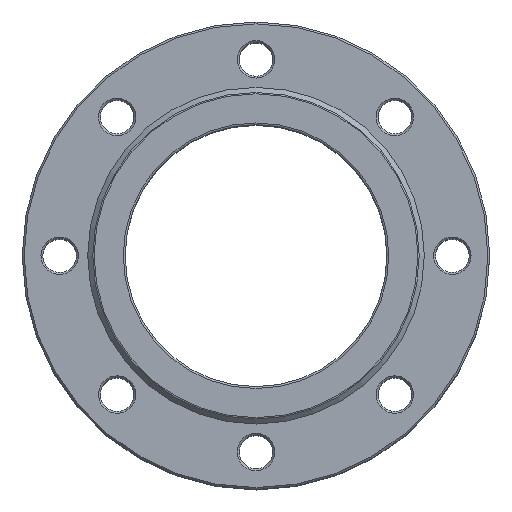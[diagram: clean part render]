
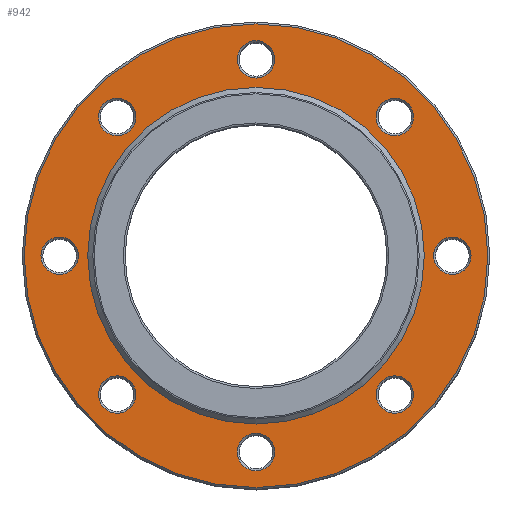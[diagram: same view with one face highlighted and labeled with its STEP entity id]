
A CAD part, top view. The second image highlights one B-rep face of the part: STEP entity #942.
In plain terms, the highlighted planar face has unit normal (0, 0, 1).
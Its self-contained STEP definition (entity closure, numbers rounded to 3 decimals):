
#46=FACE_BOUND('',#189,.T.);
#47=FACE_BOUND('',#190,.T.);
#48=FACE_BOUND('',#191,.T.);
#49=FACE_BOUND('',#192,.T.);
#50=FACE_BOUND('',#193,.T.);
#51=FACE_BOUND('',#194,.T.);
#52=FACE_BOUND('',#195,.T.);
#53=FACE_BOUND('',#196,.T.);
#54=FACE_BOUND('',#197,.T.);
#84=PLANE('',#1023);
#132=FACE_OUTER_BOUND('',#188,.T.);
#188=EDGE_LOOP('',(#663));
#189=EDGE_LOOP('',(#664));
#190=EDGE_LOOP('',(#665));
#191=EDGE_LOOP('',(#666));
#192=EDGE_LOOP('',(#667));
#193=EDGE_LOOP('',(#668));
#194=EDGE_LOOP('',(#669));
#195=EDGE_LOOP('',(#670));
#196=EDGE_LOOP('',(#671));
#197=EDGE_LOOP('',(#672));
#366=CIRCLE('',#1022,10.);
#367=CIRCLE('',#1024,124.);
#368=CIRCLE('',#1025,10.);
#369=CIRCLE('',#1026,10.);
#370=CIRCLE('',#1027,10.);
#371=CIRCLE('',#1028,10.);
#372=CIRCLE('',#1029,90.);
#373=CIRCLE('',#1030,10.);
#374=CIRCLE('',#1031,10.);
#375=CIRCLE('',#1032,10.);
#450=VERTEX_POINT('',#1476);
#451=VERTEX_POINT('',#1480);
#452=VERTEX_POINT('',#1482);
#453=VERTEX_POINT('',#1484);
#454=VERTEX_POINT('',#1486);
#455=VERTEX_POINT('',#1488);
#456=VERTEX_POINT('',#1490);
#457=VERTEX_POINT('',#1492);
#458=VERTEX_POINT('',#1494);
#459=VERTEX_POINT('',#1496);
#531=EDGE_CURVE('',#450,#450,#366,.T.);
#532=EDGE_CURVE('',#451,#451,#367,.T.);
#533=EDGE_CURVE('',#452,#452,#368,.T.);
#534=EDGE_CURVE('',#453,#453,#369,.T.);
#535=EDGE_CURVE('',#454,#454,#370,.T.);
#536=EDGE_CURVE('',#455,#455,#371,.T.);
#537=EDGE_CURVE('',#456,#456,#372,.T.);
#538=EDGE_CURVE('',#457,#457,#373,.T.);
#539=EDGE_CURVE('',#458,#458,#374,.T.);
#540=EDGE_CURVE('',#459,#459,#375,.T.);
#663=ORIENTED_EDGE('',*,*,#532,.T.);
#664=ORIENTED_EDGE('',*,*,#533,.T.);
#665=ORIENTED_EDGE('',*,*,#534,.T.);
#666=ORIENTED_EDGE('',*,*,#535,.T.);
#667=ORIENTED_EDGE('',*,*,#536,.T.);
#668=ORIENTED_EDGE('',*,*,#537,.F.);
#669=ORIENTED_EDGE('',*,*,#538,.T.);
#670=ORIENTED_EDGE('',*,*,#539,.T.);
#671=ORIENTED_EDGE('',*,*,#540,.T.);
#672=ORIENTED_EDGE('',*,*,#531,.T.);
#942=ADVANCED_FACE('',(#132,#46,#47,#48,#49,#50,#51,#52,#53,#54),#84,.T.);
#1022=AXIS2_PLACEMENT_3D('',#1478,#1163,#1164);
#1023=AXIS2_PLACEMENT_3D('',#1479,#1165,#1166);
#1024=AXIS2_PLACEMENT_3D('',#1481,#1167,#1168);
#1025=AXIS2_PLACEMENT_3D('',#1483,#1169,#1170);
#1026=AXIS2_PLACEMENT_3D('',#1485,#1171,#1172);
#1027=AXIS2_PLACEMENT_3D('',#1487,#1173,#1174);
#1028=AXIS2_PLACEMENT_3D('',#1489,#1175,#1176);
#1029=AXIS2_PLACEMENT_3D('',#1491,#1177,#1178);
#1030=AXIS2_PLACEMENT_3D('',#1493,#1179,#1180);
#1031=AXIS2_PLACEMENT_3D('',#1495,#1181,#1182);
#1032=AXIS2_PLACEMENT_3D('',#1497,#1183,#1184);
#1163=DIRECTION('center_axis',(0.,0.,-1.));
#1164=DIRECTION('ref_axis',(-1.,0.,0.));
#1165=DIRECTION('center_axis',(0.,0.,1.));
#1166=DIRECTION('ref_axis',(1.,0.,0.));
#1167=DIRECTION('center_axis',(0.,0.,1.));
#1168=DIRECTION('ref_axis',(-1.,0.,0.));
#1169=DIRECTION('center_axis',(0.,0.,-1.));
#1170=DIRECTION('ref_axis',(-1.,0.,0.));
#1171=DIRECTION('center_axis',(0.,0.,-1.));
#1172=DIRECTION('ref_axis',(-1.,0.,0.));
#1173=DIRECTION('center_axis',(0.,0.,-1.));
#1174=DIRECTION('ref_axis',(-1.,0.,0.));
#1175=DIRECTION('center_axis',(0.,0.,-1.));
#1176=DIRECTION('ref_axis',(-1.,0.,0.));
#1177=DIRECTION('center_axis',(0.,0.,1.));
#1178=DIRECTION('ref_axis',(-1.,0.,0.));
#1179=DIRECTION('center_axis',(0.,0.,-1.));
#1180=DIRECTION('ref_axis',(-1.,0.,0.));
#1181=DIRECTION('center_axis',(0.,0.,-1.));
#1182=DIRECTION('ref_axis',(-1.,0.,0.));
#1183=DIRECTION('center_axis',(0.,0.,-1.));
#1184=DIRECTION('ref_axis',(-1.,0.,0.));
#1476=CARTESIAN_POINT('',(84.246,-74.246,164.));
#1478=CARTESIAN_POINT('Origin',(74.246,-74.246,164.));
#1479=CARTESIAN_POINT('Origin',(0.,0.,164.));
#1480=CARTESIAN_POINT('',(124.,0.,164.));
#1481=CARTESIAN_POINT('Origin',(0.,0.,164.));
#1482=CARTESIAN_POINT('',(115.,0.,164.));
#1483=CARTESIAN_POINT('Origin',(105.,0.,164.));
#1484=CARTESIAN_POINT('',(10.,105.,164.));
#1485=CARTESIAN_POINT('Origin',(0.,105.,164.));
#1486=CARTESIAN_POINT('',(-64.246,-74.246,164.));
#1487=CARTESIAN_POINT('Origin',(-74.246,-74.246,164.));
#1488=CARTESIAN_POINT('',(-64.246,74.246,164.));
#1489=CARTESIAN_POINT('Origin',(-74.246,74.246,164.));
#1490=CARTESIAN_POINT('',(-90.,0.,164.));
#1491=CARTESIAN_POINT('Origin',(0.,0.,164.));
#1492=CARTESIAN_POINT('',(10.,-105.,164.));
#1493=CARTESIAN_POINT('Origin',(0.,-105.,164.));
#1494=CARTESIAN_POINT('',(-95.,0.,164.));
#1495=CARTESIAN_POINT('Origin',(-105.,0.,164.));
#1496=CARTESIAN_POINT('',(84.246,74.246,164.));
#1497=CARTESIAN_POINT('Origin',(74.246,74.246,164.));
